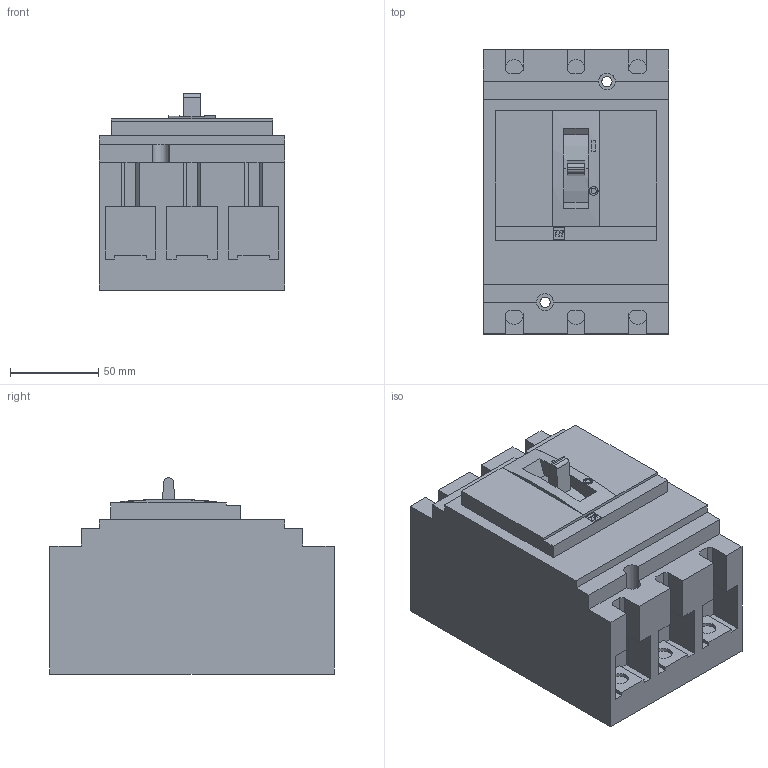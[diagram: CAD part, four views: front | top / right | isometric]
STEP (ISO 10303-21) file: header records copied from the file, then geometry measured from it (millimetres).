
FILE_DESCRIPTION (( 'STEP AP203' ), '1' );
FILE_NAME ('ﾂﾀ-99ﾑ-mccb99C-(100-160-250).STEP', '2020-03-19T11:38:38', ( '' ), ( '' ), 'SwSTEP 2.0', 'SolidWorks 2019', '' );
FILE_SCHEMA (( 'CONFIG_CONTROL_DESIGN' ));
Length unit declared in the file: millimetre
Products named in the file (1): ﾂﾀ-99ﾑ-mccb99C-(100-160-250)
Bounding box: 105 x 161 x 111.08 mm (x, y, z)
Volume: 1351775.7 mm3; surface area: 103556.1 mm2
Topology: 1 solids, 1 shells, 209 faces, 572 edges, 380 vertices
Faces by surface type: plane 155, cylinder 30, bspline 24
Entity records: 7329 total; most frequent: CARTESIAN_POINT 2042, ORIENTED_EDGE 1144, DIRECTION 958, EDGE_CURVE 572, LINE 454, VECTOR 454, VERTEX_POINT 380, AXIS2_PLACEMENT_3D 252
